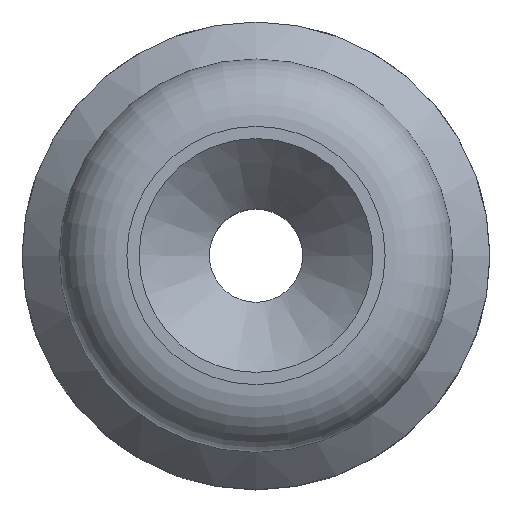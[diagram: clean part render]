
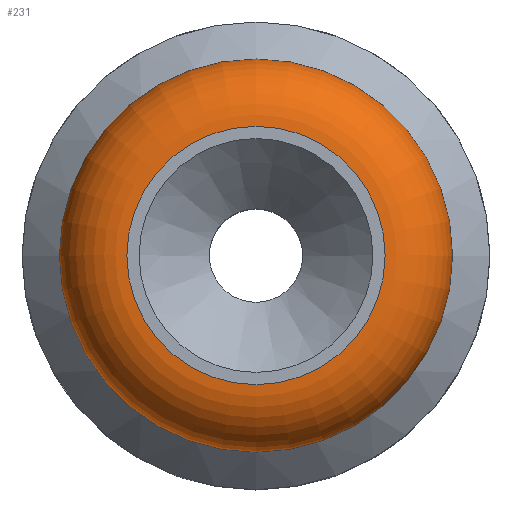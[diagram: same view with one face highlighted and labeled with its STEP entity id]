
A CAD part, top view. The second image highlights one B-rep face of the part: STEP entity #231.
In plain terms, the highlighted toroidal (fillet/blend) face has major radius 5.517 mm and minor radius 2.881 mm.
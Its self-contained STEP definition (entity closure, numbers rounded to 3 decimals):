
#15=TOROIDAL_SURFACE('',#278,5.517,2.881);
#45=FACE_OUTER_BOUND('',#68,.T.);
#68=EDGE_LOOP('',(#195,#196,#197,#198));
#104=CIRCLE('',#272,5.517);
#106=CIRCLE('',#276,8.259);
#108=CIRCLE('',#279,2.881);
#123=VERTEX_POINT('',#409);
#125=VERTEX_POINT('',#416);
#146=EDGE_CURVE('',#123,#123,#104,.T.);
#149=EDGE_CURVE('',#125,#125,#106,.T.);
#151=EDGE_CURVE('',#123,#125,#108,.T.);
#195=ORIENTED_EDGE('',*,*,#146,.F.);
#196=ORIENTED_EDGE('',*,*,#151,.T.);
#197=ORIENTED_EDGE('',*,*,#149,.T.);
#198=ORIENTED_EDGE('',*,*,#151,.F.);
#231=ADVANCED_FACE('',(#45),#15,.T.);
#272=AXIS2_PLACEMENT_3D('',#410,#337,#338);
#276=AXIS2_PLACEMENT_3D('',#417,#346,#347);
#278=AXIS2_PLACEMENT_3D('',#420,#350,#351);
#279=AXIS2_PLACEMENT_3D('',#421,#352,#353);
#337=DIRECTION('center_axis',(0.,0.,1.));
#338=DIRECTION('ref_axis',(1.,0.,0.));
#346=DIRECTION('center_axis',(0.,0.,1.));
#347=DIRECTION('ref_axis',(1.,0.,0.));
#350=DIRECTION('center_axis',(0.,0.,1.));
#351=DIRECTION('ref_axis',(1.,0.,0.));
#352=DIRECTION('center_axis',(0.,-1.,0.));
#353=DIRECTION('ref_axis',(-1.,0.,0.));
#409=CARTESIAN_POINT('',(-5.517,0.,17.));
#410=CARTESIAN_POINT('Origin',(0.,0.,17.));
#416=CARTESIAN_POINT('',(-8.259,0.,13.234));
#417=CARTESIAN_POINT('Origin',(0.,0.,13.234));
#420=CARTESIAN_POINT('Origin',(0.,0.,14.119));
#421=CARTESIAN_POINT('Origin',(-5.517,0.,
14.119));
